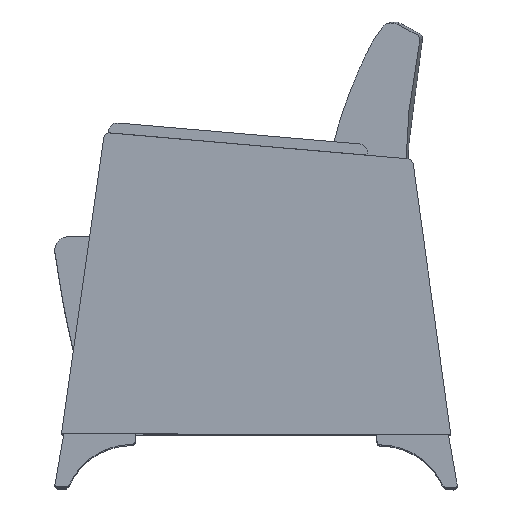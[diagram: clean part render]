
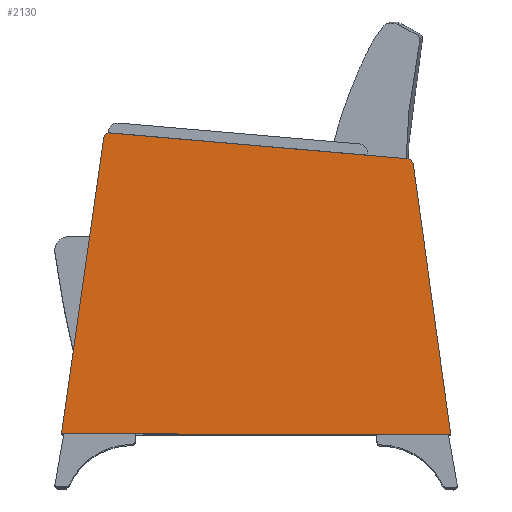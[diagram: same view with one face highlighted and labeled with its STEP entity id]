
A CAD part, top view. The second image highlights one B-rep face of the part: STEP entity #2130.
In plain terms, the highlighted planar face has unit normal (0, 0, 1).
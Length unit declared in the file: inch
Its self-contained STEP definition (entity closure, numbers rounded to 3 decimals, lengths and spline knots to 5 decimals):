
#272=CIRCLE('',#2374,0.5);
#275=CIRCLE('',#2381,0.5);
#457=FACE_OUTER_BOUND('',#599,.T.);
#599=EDGE_LOOP('',(#1662,#1663,#1664,#1665,#1666,#1667));
#784=LINE('',#3433,#889);
#787=LINE('',#3438,#892);
#788=LINE('',#3443,#893);
#789=LINE('',#3444,#894);
#889=VECTOR('',#2812,0.3937);
#892=VECTOR('',#2817,0.3937);
#893=VECTOR('',#2822,0.3937);
#894=VECTOR('',#2823,0.3937);
#996=VERTEX_POINT('',#3413);
#997=VERTEX_POINT('',#3414);
#1004=VERTEX_POINT('',#3432);
#1005=VERTEX_POINT('',#3436);
#1006=VERTEX_POINT('',#3440);
#1007=VERTEX_POINT('',#3442);
#1234=EDGE_CURVE('',#996,#997,#272,.T.);
#1243=EDGE_CURVE('',#997,#1004,#784,.T.);
#1246=EDGE_CURVE('',#996,#1005,#787,.T.);
#1247=EDGE_CURVE('',#1006,#1005,#275,.T.);
#1248=EDGE_CURVE('',#1007,#1006,#788,.T.);
#1249=EDGE_CURVE('',#1004,#1007,#789,.T.);
#1662=ORIENTED_EDGE('',*,*,#1234,.F.);
#1663=ORIENTED_EDGE('',*,*,#1246,.T.);
#1664=ORIENTED_EDGE('',*,*,#1247,.F.);
#1665=ORIENTED_EDGE('',*,*,#1248,.F.);
#1666=ORIENTED_EDGE('',*,*,#1249,.F.);
#1667=ORIENTED_EDGE('',*,*,#1243,.F.);
#2061=PLANE('',#2380);
#2130=ADVANCED_FACE('',(#457),#2061,.T.);
#2374=AXIS2_PLACEMENT_3D('',#3415,#2796,#2797);
#2380=AXIS2_PLACEMENT_3D('',#3439,#2818,#2819);
#2381=AXIS2_PLACEMENT_3D('',#3441,#2820,#2821);
#2796=DIRECTION('center_axis',(0.,0.,-1.));
#2797=DIRECTION('ref_axis',(0.687,0.726,0.));
#2812=DIRECTION('',(0.139,-0.99,0.));
#2817=DIRECTION('',(-0.996,0.084,0.));
#2818=DIRECTION('center_axis',(0.,0.,1.));
#2819=DIRECTION('ref_axis',(1.,0.,0.));
#2820=DIRECTION('center_axis',(0.,0.,-1.));
#2821=DIRECTION('ref_axis',(-0.656,0.755,0.));
#2822=DIRECTION('',(0.139,0.99,0.));
#2823=DIRECTION('',(-1.,0.,0.));
#3413=CARTESIAN_POINT('',(9.12104,20.07558,2.75));
#3414=CARTESIAN_POINT('',(9.57405,19.64695,2.75));
#3415=CARTESIAN_POINT('Origin',(9.07891,19.57736,2.75));
#3432=CARTESIAN_POINT('',(12.28079,0.38751,2.75));
#3433=CARTESIAN_POINT('',(9.25916,21.88751,2.75));
#3436=CARTESIAN_POINT('',(-12.15771,21.87479,2.75));
#3438=CARTESIAN_POINT('',(-6.44152,21.39147,2.75));
#3439=CARTESIAN_POINT('Origin',(-1.61059,10.43854,2.75));
#3440=CARTESIAN_POINT('',(-12.54082,21.45709,2.75));
#3441=CARTESIAN_POINT('Origin',(-12.04569,21.38751,2.75));
#3442=CARTESIAN_POINT('',(-15.50196,0.38751,2.75));
#3443=CARTESIAN_POINT('',(-15.50196,0.38751,2.75));
#3444=CARTESIAN_POINT('',(12.28079,0.38751,2.75));
